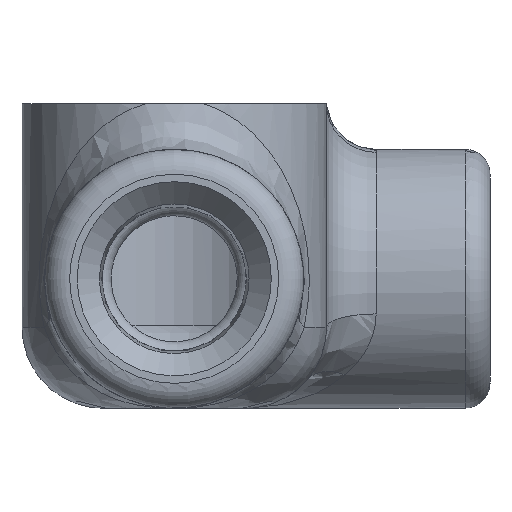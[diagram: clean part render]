
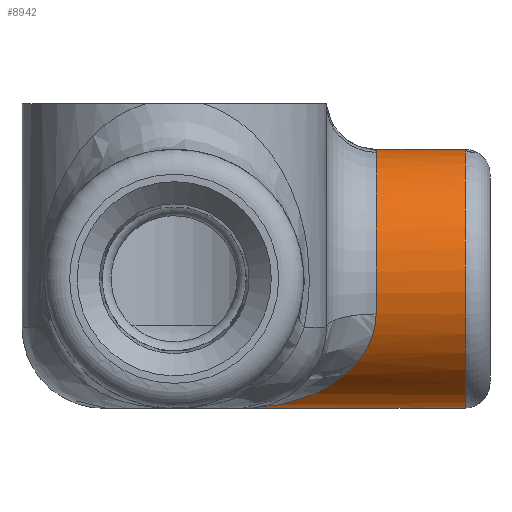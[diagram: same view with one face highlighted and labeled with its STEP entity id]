
A CAD part, left-side view. The second image highlights one B-rep face of the part: STEP entity #8942.
In plain terms, the highlighted cylindrical face has radius 15.875 mm (diameter 31.75 mm), a full revolution.
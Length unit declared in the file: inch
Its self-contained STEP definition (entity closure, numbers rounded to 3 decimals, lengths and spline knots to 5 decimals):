
#321=LINE('',#12061,#1199);
#1199=VECTOR('',#9947,0.3937);
#2088=B_SPLINE_CURVE_WITH_KNOTS('',3,(#11815,#11816,#11817,#11818,#11819,
#11820,#11821,#11822,#11823,#11824,#11825,#11826),.UNSPECIFIED.,.F.,.F.,
(4,1,1,1,1,1,1,1,1,4),(0.,0.56549,1.13098,1.69646,
2.26195,2.82744,3.11019,3.39293,3.67567,
3.95842),.UNSPECIFIED.);
#2089=B_SPLINE_CURVE_WITH_KNOTS('',3,(#11868,#11869,#11870,#11871,#11872,
#11873,#11874,#11875,#11876,#11877),.UNSPECIFIED.,.F.,.F.,(4,1,1,1,1,2,
4),(-2.98505,-2.38804,-1.79103,-1.19402,
-0.59701,0.,0.00245),.UNSPECIFIED.);
#2091=B_SPLINE_CURVE_WITH_KNOTS('',3,(#11915,#11916,#11917,#11918),
 .UNSPECIFIED.,.F.,.F.,(4,4),(-21.30132,-20.7611),
 .UNSPECIFIED.);
#2093=B_SPLINE_CURVE_WITH_KNOTS('',3,(#11972,#11973,#11974,#11975,#11976,
#11977,#11978,#11979),.UNSPECIFIED.,.F.,.F.,(4,2,1,1,4),(-0.00262,
0.,0.80555,1.20832,2.01387),.UNSPECIFIED.);
#2095=B_SPLINE_CURVE_WITH_KNOTS('',3,(#12024,#12025,#12026,#12027,#12028),
 .UNSPECIFIED.,.F.,.F.,(4,1,4),(0.,0.55999,1.30663),
 .UNSPECIFIED.);
#2096=B_SPLINE_CURVE_WITH_KNOTS('',3,(#12053,#12054,#12055,#12056),
 .UNSPECIFIED.,.F.,.F.,(4,4),(-0.40889,0.),.UNSPECIFIED.);
#2998=FACE_BOUND('',#3574,.T.);
#3079=FACE_OUTER_BOUND('',#3573,.T.);
#3573=EDGE_LOOP('',(#6388));
#3574=EDGE_LOOP('',(#6389,#6390,#6391,#6392,#6393,#6394,#6395,#6396));
#4138=CIRCLE('',#9458,0.625);
#4141=CIRCLE('',#9462,0.625);
#4246=VERTEX_POINT('',#11797);
#4249=VERTEX_POINT('',#11813);
#4250=VERTEX_POINT('',#11867);
#4252=VERTEX_POINT('',#11913);
#4253=VERTEX_POINT('',#11960);
#4255=VERTEX_POINT('',#11963);
#4257=VERTEX_POINT('',#11982);
#4258=VERTEX_POINT('',#11984);
#4260=VERTEX_POINT('',#12059);
#5095=EDGE_CURVE('',#4249,#4246,#2088,.T.);
#5096=EDGE_CURVE('',#4246,#4250,#2089,.T.);
#5099=EDGE_CURVE('',#4252,#4249,#2091,.T.);
#5103=EDGE_CURVE('',#4255,#4253,#2093,.T.);
#5105=EDGE_CURVE('',#4257,#4258,#4138,.T.);
#5109=EDGE_CURVE('',#4253,#4257,#2095,.T.);
#5110=EDGE_CURVE('',#4258,#4252,#2096,.T.);
#5112=EDGE_CURVE('',#4260,#4260,#4141,.T.);
#5113=EDGE_CURVE('',#4255,#4250,#321,.T.);
#6388=ORIENTED_EDGE('',*,*,#5112,.F.);
#6389=ORIENTED_EDGE('',*,*,#5096,.F.);
#6390=ORIENTED_EDGE('',*,*,#5095,.F.);
#6391=ORIENTED_EDGE('',*,*,#5099,.F.);
#6392=ORIENTED_EDGE('',*,*,#5110,.F.);
#6393=ORIENTED_EDGE('',*,*,#5105,.F.);
#6394=ORIENTED_EDGE('',*,*,#5109,.F.);
#6395=ORIENTED_EDGE('',*,*,#5103,.F.);
#6396=ORIENTED_EDGE('',*,*,#5113,.T.);
#8900=CYLINDRICAL_SURFACE('',#9461,0.625);
#8942=ADVANCED_FACE('',(#3079,#2998),#8900,.T.);
#9458=AXIS2_PLACEMENT_3D('',#11985,#9936,#9937);
#9461=AXIS2_PLACEMENT_3D('',#12058,#9943,#9944);
#9462=AXIS2_PLACEMENT_3D('',#12060,#9945,#9946);
#9936=DIRECTION('center_axis',(0.,1.,0.));
#9937=DIRECTION('ref_axis',(-0.84,0.,0.542));
#9943=DIRECTION('center_axis',(0.,1.,0.));
#9944=DIRECTION('ref_axis',(-1.,0.,0.));
#9945=DIRECTION('center_axis',(0.,-1.,0.));
#9946=DIRECTION('ref_axis',(-1.,0.,0.));
#9947=DIRECTION('',(0.,1.,0.));
#11797=CARTESIAN_POINT('',(2.04149,-0.46409,-0.2798));
#11813=CARTESIAN_POINT('',(1.57362,-0.95213,0.50055));
#11815=CARTESIAN_POINT('Ctrl Pts',(1.57362,-0.95213,0.50055));
#11816=CARTESIAN_POINT('Ctrl Pts',(1.62483,-0.93651,
0.48934));
#11817=CARTESIAN_POINT('Ctrl Pts',(1.72184,-0.89006,
0.45446));
#11818=CARTESIAN_POINT('Ctrl Pts',(1.84266,-0.78934,
0.37479));
#11819=CARTESIAN_POINT('Ctrl Pts',(1.93775,-0.67103,
0.27587));
#11820=CARTESIAN_POINT('Ctrl Pts',(2.00823,-0.54719,
0.16164));
#11821=CARTESIAN_POINT('Ctrl Pts',(2.04706,-0.45177,
0.0522));
#11822=CARTESIAN_POINT('Ctrl Pts',(2.06366,-0.40249,
-0.04841));
#11823=CARTESIAN_POINT('Ctrl Pts',(2.06647,-0.39353,
-0.12958));
#11824=CARTESIAN_POINT('Ctrl Pts',(2.05875,-0.41755,
-0.20866));
#11825=CARTESIAN_POINT('Ctrl Pts',(2.048,-0.44744,
-0.25674));
#11826=CARTESIAN_POINT('Ctrl Pts',(2.04149,-0.46409,
-0.2798));
#11867=CARTESIAN_POINT('',(1.44,-0.34409,-0.735));
#11868=CARTESIAN_POINT('Ctrl Pts',(2.04149,-0.46409,
-0.2798));
#11869=CARTESIAN_POINT('Ctrl Pts',(2.02775,-0.49923,
-0.32849));
#11870=CARTESIAN_POINT('Ctrl Pts',(1.98564,-0.54969,
-0.43037));
#11871=CARTESIAN_POINT('Ctrl Pts',(1.87884,-0.57115,
-0.56605));
#11872=CARTESIAN_POINT('Ctrl Pts',(1.73957,-0.54444,
-0.66721));
#11873=CARTESIAN_POINT('Ctrl Pts',(1.58486,-0.47196,
-0.72485));
#11874=CARTESIAN_POINT('Ctrl Pts',(1.4851,-0.39285,-0.735));
#11875=CARTESIAN_POINT('Ctrl Pts',(1.44037,-0.34449,
-0.735));
#11876=CARTESIAN_POINT('Ctrl Pts',(1.44018,-0.34429,-0.735));
#11877=CARTESIAN_POINT('Ctrl Pts',(1.44,-0.34409,-0.735));
#11913=CARTESIAN_POINT('',(1.42194,-0.9742,0.51474));
#11915=CARTESIAN_POINT('Ctrl Pts',(1.42194,-0.9742,
0.51474));
#11916=CARTESIAN_POINT('Ctrl Pts',(1.47316,-0.97403,
0.51622));
#11917=CARTESIAN_POINT('Ctrl Pts',(1.5247,-0.96706,
0.51126));
#11918=CARTESIAN_POINT('Ctrl Pts',(1.57362,-0.95213,0.50055));
#11960=CARTESIAN_POINT('',(1.02155,-0.82545,-0.57424));
#11963=CARTESIAN_POINT('',(1.44,-0.345,-0.735));
#11972=CARTESIAN_POINT('Ctrl Pts',(1.44,-0.345,-0.735));
#11973=CARTESIAN_POINT('Ctrl Pts',(1.43981,-0.34522,
-0.735));
#11974=CARTESIAN_POINT('Ctrl Pts',(1.43962,-0.34545,
-0.735));
#11975=CARTESIAN_POINT('Ctrl Pts',(1.38135,-0.41428,-0.73496));
#11976=CARTESIAN_POINT('Ctrl Pts',(1.29319,-0.51842,
-0.72261));
#11977=CARTESIAN_POINT('Ctrl Pts',(1.15208,-0.6821,
-0.67054));
#11978=CARTESIAN_POINT('Ctrl Pts',(1.07089,-0.77325,
-0.61871));
#11979=CARTESIAN_POINT('Ctrl Pts',(1.02155,-0.82545,
-0.57424));
#11982=CARTESIAN_POINT('',(0.83851,-0.975,-0.2798));
#11984=CARTESIAN_POINT('',(1.30638,-0.975,0.50055));
#11985=CARTESIAN_POINT('Origin',(1.44,-0.975,-0.11));
#12024=CARTESIAN_POINT('Ctrl Pts',(1.02155,-0.82545,
-0.57424));
#12025=CARTESIAN_POINT('Ctrl Pts',(0.98725,-0.86174,
-0.54333));
#12026=CARTESIAN_POINT('Ctrl Pts',(0.91211,-0.93733,
-0.45987));
#12027=CARTESIAN_POINT('Ctrl Pts',(0.85774,-0.975,-0.34793));
#12028=CARTESIAN_POINT('Ctrl Pts',(0.83851,-0.975,-0.2798));
#12053=CARTESIAN_POINT('Ctrl Pts',(1.30638,-0.975,0.50055));
#12054=CARTESIAN_POINT('Ctrl Pts',(1.34432,-0.975,0.50885));
#12055=CARTESIAN_POINT('Ctrl Pts',(1.38318,-0.97432,
0.51362));
#12056=CARTESIAN_POINT('Ctrl Pts',(1.42194,-0.9742,
0.51474));
#12058=CARTESIAN_POINT('Origin',(1.44,-1.525,-0.11));
#12059=CARTESIAN_POINT('',(2.065,-1.405,-0.11));
#12060=CARTESIAN_POINT('Origin',(1.44,-1.405,-0.11));
#12061=CARTESIAN_POINT('',(1.44,-1.525,-0.735));
